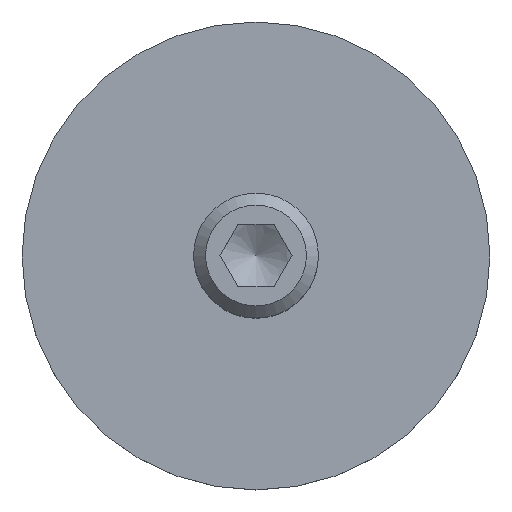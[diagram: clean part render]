
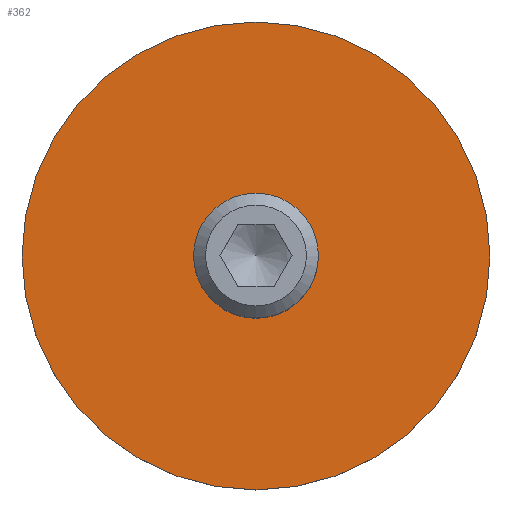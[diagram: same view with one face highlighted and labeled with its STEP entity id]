
A CAD part, top view. The second image highlights one B-rep face of the part: STEP entity #362.
In plain terms, the highlighted planar face has unit normal (0, 0, 1).
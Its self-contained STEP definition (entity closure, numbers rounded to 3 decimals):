
#34=FACE_BOUND('',#88,.T.);
#38=PLANE('',#489);
#63=FACE_OUTER_BOUND('',#87,.T.);
#87=EDGE_LOOP('',(#277));
#88=EDGE_LOOP('',(#278));
#145=CIRCLE('',#471,15.);
#155=CIRCLE('',#484,4.);
#164=VERTEX_POINT('',#625);
#174=VERTEX_POINT('',#705);
#198=EDGE_CURVE('',#164,#164,#145,.T.);
#211=EDGE_CURVE('',#174,#174,#155,.T.);
#277=ORIENTED_EDGE('',*,*,#198,.T.);
#278=ORIENTED_EDGE('',*,*,#211,.T.);
#362=ADVANCED_FACE('',(#63,#34),#38,.T.);
#471=AXIS2_PLACEMENT_3D('',#627,#520,#521);
#484=AXIS2_PLACEMENT_3D('',#707,#549,#550);
#489=AXIS2_PLACEMENT_3D('',#714,#560,#561);
#520=DIRECTION('center_axis',(0.,0.,1.));
#521=DIRECTION('ref_axis',(1.,0.,0.));
#549=DIRECTION('center_axis',(0.,0.,-1.));
#550=DIRECTION('ref_axis',(1.,0.,0.));
#560=DIRECTION('center_axis',(0.,0.,1.));
#561=DIRECTION('ref_axis',(1.,0.,0.));
#625=CARTESIAN_POINT('',(-15.,0.,0.));
#627=CARTESIAN_POINT('Origin',(0.,0.,0.));
#705=CARTESIAN_POINT('',(-4.,0.,0.));
#707=CARTESIAN_POINT('Origin',(0.,0.,0.));
#714=CARTESIAN_POINT('Origin',(7.5,0.,0.));
